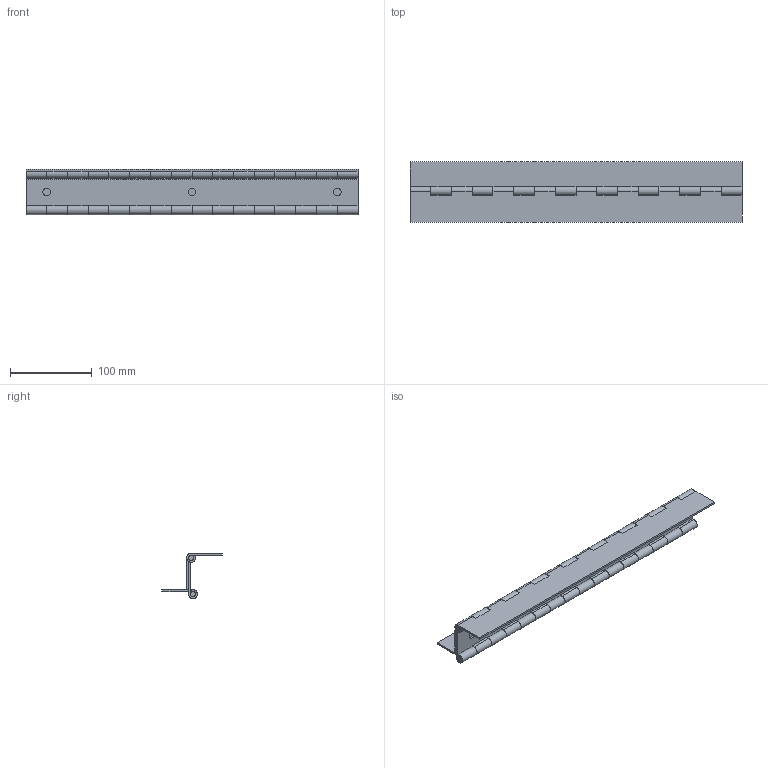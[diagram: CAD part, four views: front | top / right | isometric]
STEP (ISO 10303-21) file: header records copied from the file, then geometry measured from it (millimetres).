
FILE_DESCRIPTION(/* description */ (''),/* implementation_level */ '2;1');
FILE_NAME(/* name */ 'FE-00004-07_ASM_1_ASM.stp',/* time_stamp */ '2017-01-08T11:16:42-05:00',/* author */ ('jeff1'),/* organization */ (''),/* preprocessor_version */ 'ST-DEVELOPER v16.5',/* originating_system */ 'Autodesk Inventor 2017',/* authorisation */ '');
FILE_SCHEMA (('AUTOMOTIVE_DESIGN { 1 0 10303 214 3 1 1 }'));
Length unit declared in the file: inch
Products named in the file (5): FE-00004-07_ASM_1_ASM; FE-00004-07-A_AF2_1; FE-00004-07-A_AF3_1; FE-00004-07-A_1; FE-00004-07-B_1
Assembly tree (6 placements, depth 2):
  FE-00004-07_ASM_1_ASM
    FE-00004-07-A_1  x2
    FE-00004-07-A_AF2_1
    FE-00004-07-B_1  x2
    FE-00004-07-A_AF3_1
Bounding box: 406.4 x 73.91 x 55.37 mm (x, y, z)
Volume: 199398.5 mm3; surface area: 180669.1 mm2
Topology: 6 solids, 6 shells, 217 faces, 615 edges, 410 vertices
Faces by surface type: plane 148, cylinder 69
Full cylindrical faces by diameter (mm): 6.35 x2, 9.525 x3
Entity records: 5417 total; most frequent: CARTESIAN_POINT 939, ORIENTED_EDGE 916, DIRECTION 908, EDGE_CURVE 458, LINE 354, VECTOR 354, VERTEX_POINT 308, AXIS2_PLACEMENT_3D 277
